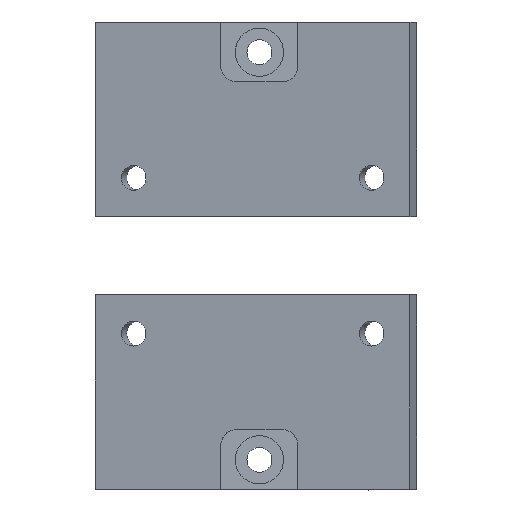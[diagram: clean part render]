
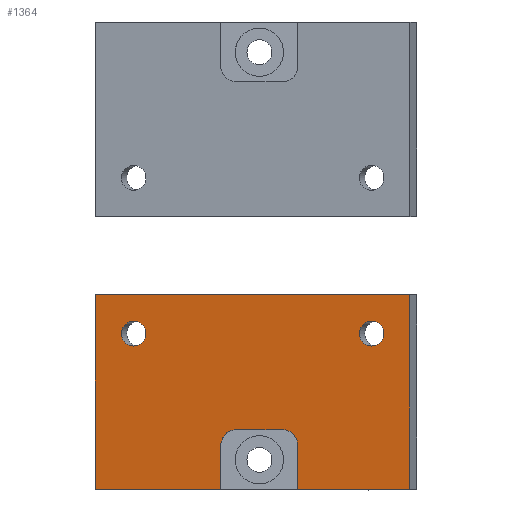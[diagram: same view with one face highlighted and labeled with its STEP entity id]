
A CAD part, top view. The second image highlights one B-rep face of the part: STEP entity #1364.
In plain terms, the highlighted planar face has unit normal (-0.174, 0, 0.985).
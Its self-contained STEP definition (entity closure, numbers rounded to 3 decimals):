
#19=ELLIPSE('',#1428,2.031,2.);
#20=ELLIPSE('',#1432,2.031,2.);
#32=FACE_BOUND('',#210,.T.);
#33=FACE_BOUND('',#211,.T.);
#67=PLANE('',#1467);
#128=FACE_OUTER_BOUND('',#209,.T.);
#209=EDGE_LOOP('',(#1078,#1079,#1080,#1081,#1082,#1083,#1084,#1085,#1086,
#1087));
#210=EDGE_LOOP('',(#1088));
#211=EDGE_LOOP('',(#1089));
#295=LINE('',#2013,#437);
#297=LINE('',#2018,#439);
#301=LINE('',#2026,#443);
#307=LINE('',#2045,#449);
#317=LINE('',#2064,#459);
#331=LINE('',#2113,#473);
#333=LINE('',#2117,#475);
#335=LINE('',#2120,#477);
#437=VECTOR('',#1604,10.);
#439=VECTOR('',#1608,10.);
#443=VECTOR('',#1618,10.);
#449=VECTOR('',#1636,10.);
#459=VECTOR('',#1646,10.);
#473=VECTOR('',#1710,10.);
#475=VECTOR('',#1714,10.);
#477=VECTOR('',#1718,10.);
#573=CIRCLE('',#1461,1.6);
#574=CIRCLE('',#1463,1.6);
#628=VERTEX_POINT('',#2006);
#629=VERTEX_POINT('',#2007);
#630=VERTEX_POINT('',#2012);
#631=VERTEX_POINT('',#2016);
#632=VERTEX_POINT('',#2017);
#633=VERTEX_POINT('',#2022);
#640=VERTEX_POINT('',#2044);
#649=VERTEX_POINT('',#2062);
#657=VERTEX_POINT('',#2104);
#658=VERTEX_POINT('',#2108);
#659=VERTEX_POINT('',#2112);
#660=VERTEX_POINT('',#2116);
#760=EDGE_CURVE('',#628,#629,#19,.T.);
#763=EDGE_CURVE('',#629,#630,#295,.T.);
#765=EDGE_CURVE('',#631,#632,#297,.T.);
#768=EDGE_CURVE('',#632,#633,#20,.T.);
#770=EDGE_CURVE('',#633,#628,#301,.T.);
#780=EDGE_CURVE('',#631,#640,#307,.T.);
#790=EDGE_CURVE('',#649,#630,#317,.T.);
#809=EDGE_CURVE('',#657,#657,#573,.T.);
#811=EDGE_CURVE('',#658,#658,#574,.T.);
#813=EDGE_CURVE('',#659,#640,#331,.T.);
#815=EDGE_CURVE('',#660,#659,#333,.T.);
#817=EDGE_CURVE('',#660,#649,#335,.T.);
#1078=ORIENTED_EDGE('',*,*,#763,.T.);
#1079=ORIENTED_EDGE('',*,*,#790,.F.);
#1080=ORIENTED_EDGE('',*,*,#817,.F.);
#1081=ORIENTED_EDGE('',*,*,#815,.T.);
#1082=ORIENTED_EDGE('',*,*,#813,.T.);
#1083=ORIENTED_EDGE('',*,*,#780,.F.);
#1084=ORIENTED_EDGE('',*,*,#765,.T.);
#1085=ORIENTED_EDGE('',*,*,#768,.T.);
#1086=ORIENTED_EDGE('',*,*,#770,.T.);
#1087=ORIENTED_EDGE('',*,*,#760,.T.);
#1088=ORIENTED_EDGE('',*,*,#811,.T.);
#1089=ORIENTED_EDGE('',*,*,#809,.T.);
#1364=ADVANCED_FACE('',(#128,#32,#33),#67,.T.);
#1428=AXIS2_PLACEMENT_3D('',#2008,#1598,#1599);
#1432=AXIS2_PLACEMENT_3D('',#2023,#1613,#1614);
#1461=AXIS2_PLACEMENT_3D('',#2105,#1700,#1701);
#1463=AXIS2_PLACEMENT_3D('',#2109,#1705,#1706);
#1467=AXIS2_PLACEMENT_3D('',#2121,#1719,#1720);
#1598=DIRECTION('center_axis',(0.174,0.,-0.985));
#1599=DIRECTION('ref_axis',(0.985,0.,0.174));
#1604=DIRECTION('',(0.,-1.,0.));
#1608=DIRECTION('',(0.,1.,0.));
#1613=DIRECTION('center_axis',(0.174,0.,-0.985));
#1614=DIRECTION('ref_axis',(-0.985,0.,-0.174));
#1618=DIRECTION('',(0.985,0.,0.174));
#1636=DIRECTION('',(-0.985,0.,-0.174));
#1646=DIRECTION('',(-0.985,0.,-0.174));
#1700=DIRECTION('center_axis',(0.174,0.,-0.985));
#1701=DIRECTION('ref_axis',(0.985,0.,0.174));
#1705=DIRECTION('center_axis',(0.174,0.,-0.985));
#1706=DIRECTION('ref_axis',(0.985,0.,0.174));
#1710=DIRECTION('',(0.,-1.,0.));
#1714=DIRECTION('',(-0.985,0.,-0.174));
#1718=DIRECTION('',(0.,-1.,0.));
#1719=DIRECTION('center_axis',(-0.174,0.,0.985));
#1720=DIRECTION('ref_axis',(0.985,0.,0.174));
#2006=CARTESIAN_POINT('',(2.95,-12.333,36.356));
#2007=CARTESIAN_POINT('',(4.95,-14.333,36.709));
#2008=CARTESIAN_POINT('Origin',(2.95,-14.333,36.356));
#2012=CARTESIAN_POINT('',(4.95,-20.,36.709));
#2013=CARTESIAN_POINT('',(4.95,-10.,36.709));
#2016=CARTESIAN_POINT('',(-4.95,-20.,34.963));
#2017=CARTESIAN_POINT('',(-4.95,-14.333,34.963));
#2018=CARTESIAN_POINT('',(-4.95,-7.167,34.963));
#2022=CARTESIAN_POINT('',(-2.95,-12.333,35.316));
#2023=CARTESIAN_POINT('Origin',(-2.95,-14.333,35.316));
#2026=CARTESIAN_POINT('',(-0.871,-12.333,35.683));
#2044=CARTESIAN_POINT('',(-21.072,-20.,32.121));
#2045=CARTESIAN_POINT('',(-21.072,-20.,32.121));
#2062=CARTESIAN_POINT('',(19.336,-20.,39.246));
#2064=CARTESIAN_POINT('',(-21.072,-20.,32.121));
#2104=CARTESIAN_POINT('',(-17.724,0.,32.711));
#2105=CARTESIAN_POINT('Origin',(-16.148,0.,32.989));
#2108=CARTESIAN_POINT('',(12.836,0.,38.099));
#2109=CARTESIAN_POINT('Origin',(14.412,0.,38.377));
#2112=CARTESIAN_POINT('',(-21.072,5.,32.121));
#2113=CARTESIAN_POINT('',(-21.072,5.,32.121));
#2116=CARTESIAN_POINT('',(19.336,5.,39.246));
#2117=CARTESIAN_POINT('',(-21.072,5.,32.121));
#2120=CARTESIAN_POINT('',(19.336,-5.,39.246));
#2121=CARTESIAN_POINT('Origin',(-0.868,0.,35.683));
